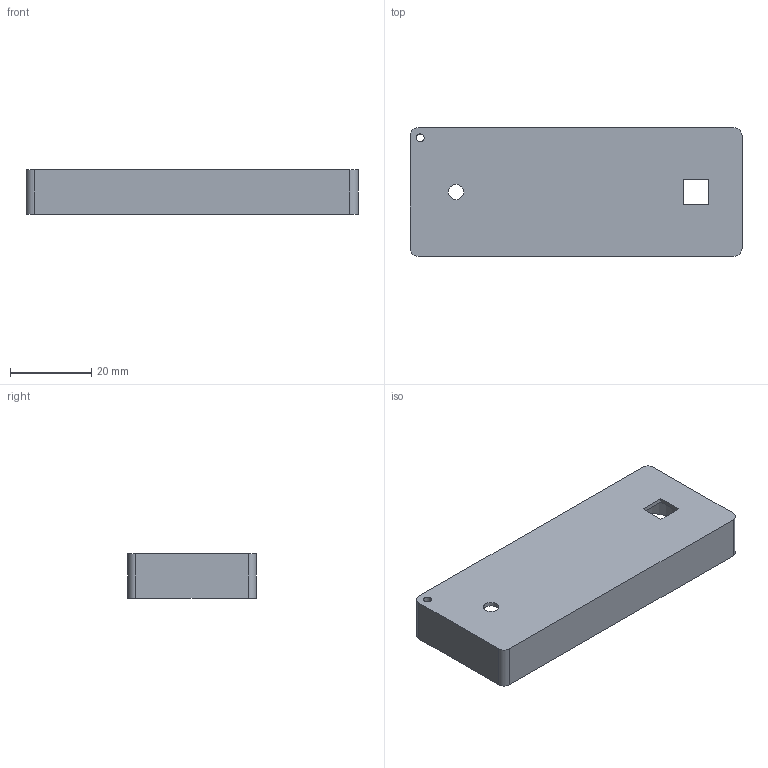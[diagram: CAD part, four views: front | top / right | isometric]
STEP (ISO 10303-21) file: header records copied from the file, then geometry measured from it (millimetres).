
FILE_DESCRIPTION(('FreeCAD Model'),'2;1');
FILE_NAME('TEMP_COLOR_LANYARD_BOT_PROTO_2_190311.step','2019-03-10T18:56:29',('Author'), (''),'Open CASCADE STEP processor 6.8','FreeCAD','Unknown');
FILE_SCHEMA(('AUTOMOTIVE_DESIGN_CC2 { 1 2 10303 214 -1 1 5 4 }'));
Length unit declared in the file: millimetre
Products named in the file (1): Pocket004
Bounding box: 81.6 x 31.6 x 10.84 mm (x, y, z)
Volume: 5764.9 mm3; surface area: 9859.7 mm2
Topology: 1 solids, 1 shells, 79 faces, 207 edges, 138 vertices
Faces by surface type: plane 62, cylinder 17
Full cylindrical faces by diameter (mm): 1.93 x4, 2.2 x2, 3.8 x1, 4.8 x2
Entity records: 2448 total; most frequent: CARTESIAN_POINT 425, ORIENTED_EDGE 414, DIRECTION 401, EDGE_CURVE 207, LINE 173, VECTOR 173, VERTEX_POINT 138, AXIS2_PLACEMENT_3D 114
